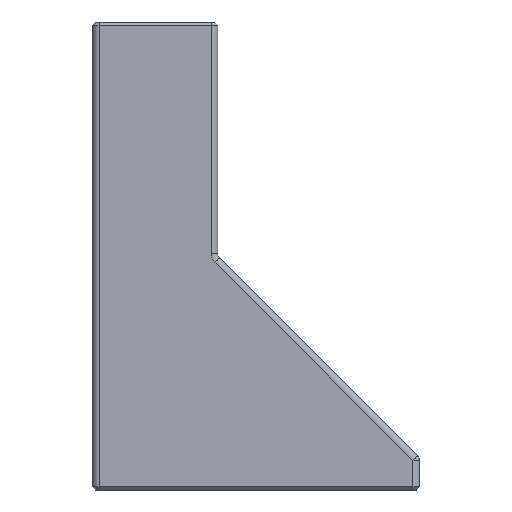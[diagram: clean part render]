
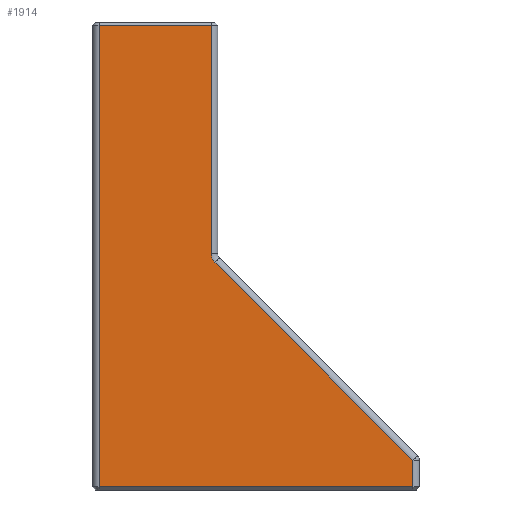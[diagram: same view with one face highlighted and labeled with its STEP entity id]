
A CAD part, left-side view. The second image highlights one B-rep face of the part: STEP entity #1914.
In plain terms, the highlighted planar face has unit normal (-1, 0, 0).
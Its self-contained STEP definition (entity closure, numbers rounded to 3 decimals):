
#79=PLANE('',#2048);
#150=FACE_OUTER_BOUND('',#272,.T.);
#272=EDGE_LOOP('',(#1359,#1360,#1361,#1362,#1363,#1364,#1365));
#401=CIRCLE('',#2049,1.6);
#466=LINE('',#2874,#674);
#472=LINE('',#2889,#680);
#473=LINE('',#2893,#681);
#474=LINE('',#2895,#682);
#475=LINE('',#2899,#683);
#476=LINE('',#2900,#684);
#674=VECTOR('',#2273,10.);
#680=VECTOR('',#2285,10.);
#681=VECTOR('',#2290,10.);
#682=VECTOR('',#2291,10.);
#683=VECTOR('',#2294,10.);
#684=VECTOR('',#2295,10.);
#869=VERTEX_POINT('',#2831);
#882=VERTEX_POINT('',#2868);
#888=VERTEX_POINT('',#2888);
#889=VERTEX_POINT('',#2892);
#890=VERTEX_POINT('',#2894);
#891=VERTEX_POINT('',#2896);
#892=VERTEX_POINT('',#2898);
#1055=EDGE_CURVE('',#869,#882,#466,.T.);
#1062=EDGE_CURVE('',#882,#888,#472,.T.);
#1064=EDGE_CURVE('',#889,#869,#473,.T.);
#1065=EDGE_CURVE('',#890,#889,#474,.T.);
#1066=EDGE_CURVE('',#891,#890,#401,.T.);
#1067=EDGE_CURVE('',#892,#891,#475,.T.);
#1068=EDGE_CURVE('',#888,#892,#476,.T.);
#1359=ORIENTED_EDGE('',*,*,#1055,.F.);
#1360=ORIENTED_EDGE('',*,*,#1064,.F.);
#1361=ORIENTED_EDGE('',*,*,#1065,.F.);
#1362=ORIENTED_EDGE('',*,*,#1066,.F.);
#1363=ORIENTED_EDGE('',*,*,#1067,.F.);
#1364=ORIENTED_EDGE('',*,*,#1068,.F.);
#1365=ORIENTED_EDGE('',*,*,#1062,.F.);
#1914=ADVANCED_FACE('',(#150),#79,.T.);
#2048=AXIS2_PLACEMENT_3D('',#2891,#2288,#2289);
#2049=AXIS2_PLACEMENT_3D('',#2897,#2292,#2293);
#2273=DIRECTION('',(0.,1.,0.));
#2285=DIRECTION('',(0.,0.,1.));
#2288=DIRECTION('center_axis',(-1.,0.,0.));
#2289=DIRECTION('ref_axis',(0.,1.,0.));
#2290=DIRECTION('',(0.,0.,-1.));
#2291=DIRECTION('',(0.,-0.707,-0.707));
#2292=DIRECTION('center_axis',(-1.,0.,0.));
#2293=DIRECTION('ref_axis',(0.,0.924,-0.383));
#2294=DIRECTION('',(0.,0.,-1.));
#2295=DIRECTION('',(0.,-1.,0.));
#2831=CARTESIAN_POINT('',(-19.,-34.2,-49.6));
#2868=CARTESIAN_POINT('',(-19.,4.7,-49.6));
#2874=CARTESIAN_POINT('',(-19.,-6.125,-49.6));
#2888=CARTESIAN_POINT('',(-19.,4.7,7.6));
#2889=CARTESIAN_POINT('',(-19.,4.7,0.));
#2891=CARTESIAN_POINT('Origin',(-19.,-10.,0.));
#2892=CARTESIAN_POINT('',(-19.,-34.2,-46.331));
#2893=CARTESIAN_POINT('',(-19.,-34.2,-25.));
#2894=CARTESIAN_POINT('',(-19.,-9.669,-21.8));
#2895=CARTESIAN_POINT('',(-19.,-10.434,-22.566));
#2896=CARTESIAN_POINT('',(-19.,-9.2,-20.669));
#2897=CARTESIAN_POINT('Origin',(-19.,-10.8,-20.669));
#2898=CARTESIAN_POINT('',(-19.,-9.2,7.6));
#2899=CARTESIAN_POINT('',(-19.,-9.2,0.));
#2900=CARTESIAN_POINT('',(-19.,-6.125,7.6));
